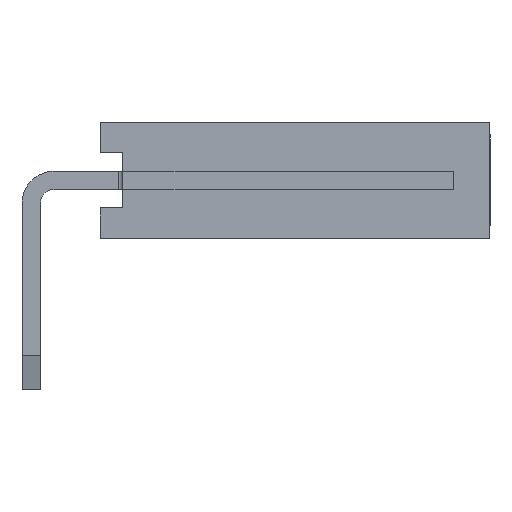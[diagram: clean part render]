
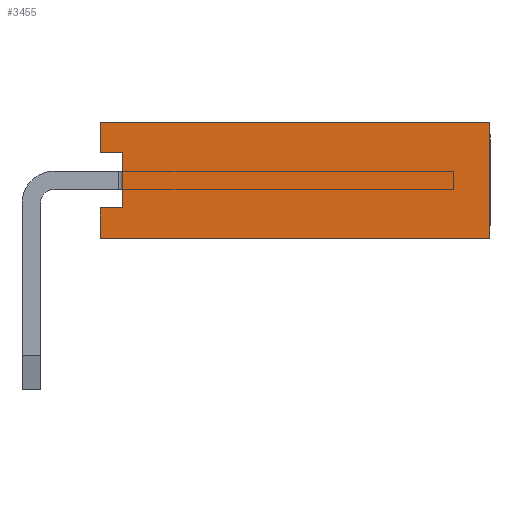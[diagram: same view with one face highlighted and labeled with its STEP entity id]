
A CAD part, left-side view. The second image highlights one B-rep face of the part: STEP entity #3455.
In plain terms, the highlighted planar face has unit normal (-1, 0, 0).
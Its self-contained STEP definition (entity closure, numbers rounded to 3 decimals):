
#3455=ADVANCED_FACE('',(#18509),#18511,.T.);
#18509=FACE_BOUND('',#18510,.T.);
#18510=EDGE_LOOP('',(#30621,#30622,#30623,#30624,#30625,#30626,#30627,#30628));
#18511=PLANE('',#18512);
#18512=AXIS2_PLACEMENT_3D('',#18513,#18514,#18515);
#18513=CARTESIAN_POINT('',(-1.27,-1.5,2.54));
#18514=DIRECTION('',(-1.,0.,0.));
#18515=DIRECTION('',(0.,0.,-1.));
#30621=ORIENTED_EDGE('',*,*,#39341,.T.);
#30622=ORIENTED_EDGE('',*,*,#39342,.T.);
#30623=ORIENTED_EDGE('',*,*,#39343,.T.);
#30624=ORIENTED_EDGE('',*,*,#39344,.F.);
#30625=ORIENTED_EDGE('',*,*,#39345,.F.);
#30626=ORIENTED_EDGE('',*,*,#39346,.T.);
#30627=ORIENTED_EDGE('',*,*,#39347,.T.);
#30628=ORIENTED_EDGE('',*,*,#38749,.T.);
#38749=EDGE_CURVE('',#44385,#44386,#44387,.T.);
#39341=EDGE_CURVE('',#44386,#45221,#45222,.F.);
#39342=EDGE_CURVE('',#45221,#45223,#45224,.T.);
#39343=EDGE_CURVE('',#45223,#45225,#45226,.T.);
#39344=EDGE_CURVE('',#45227,#45225,#45228,.T.);
#39345=EDGE_CURVE('',#45229,#45227,#45230,.T.);
#39346=EDGE_CURVE('',#45229,#45231,#45232,.T.);
#39347=EDGE_CURVE('',#45231,#44385,#45233,.F.);
#44385=VERTEX_POINT('',#54313);
#44386=VERTEX_POINT('',#54314);
#44387=LINE('',#54315,#54316);
#45221=VERTEX_POINT('',#56333);
#45222=LINE('',#56334,#56335);
#45223=VERTEX_POINT('',#56337);
#45224=LINE('',#56338,#56339);
#45225=VERTEX_POINT('',#56341);
#45226=LINE('',#56342,#56343);
#45227=VERTEX_POINT('',#56345);
#45228=LINE('',#56346,#56347);
#45229=VERTEX_POINT('',#56349);
#45230=LINE('',#56350,#56351);
#45231=VERTEX_POINT('',#56353);
#45232=LINE('',#56354,#56355);
#45233=LINE('',#56357,#56358);
#54313=CARTESIAN_POINT('',(-1.27,-2.,1.87));
#54314=CARTESIAN_POINT('',(-1.27,-2.,0.67));
#54315=CARTESIAN_POINT('',(-1.27,-2.,1.87));
#54316=VECTOR('',#54317,1.);
#54317=DIRECTION('',(0.,0.,-1.));
#56333=CARTESIAN_POINT('',(-1.27,-1.5,0.67));
#56334=CARTESIAN_POINT('',(-1.27,-1.5,0.67));
#56335=VECTOR('',#56336,1.);
#56336=DIRECTION('',(0.,-1.,0.));
#56337=CARTESIAN_POINT('',(-1.27,-1.5,0.));
#56338=CARTESIAN_POINT('',(-1.27,-1.5,0.67));
#56339=VECTOR('',#56340,1.);
#56340=DIRECTION('',(0.,0.,-1.));
#56341=CARTESIAN_POINT('',(-1.27,-10.,0.));
#56342=CARTESIAN_POINT('',(-1.27,-1.5,0.));
#56343=VECTOR('',#56344,1.);
#56344=DIRECTION('',(0.,-1.,0.));
#56345=CARTESIAN_POINT('',(-1.27,-10.,2.54));
#56346=CARTESIAN_POINT('',(-1.27,-10.,2.54));
#56347=VECTOR('',#56348,1.);
#56348=DIRECTION('',(0.,0.,-1.));
#56349=CARTESIAN_POINT('',(-1.27,-1.5,2.54));
#56350=CARTESIAN_POINT('',(-1.27,-1.5,2.54));
#56351=VECTOR('',#56352,1.);
#56352=DIRECTION('',(0.,-1.,0.));
#56353=CARTESIAN_POINT('',(-1.27,-1.5,1.87));
#56354=CARTESIAN_POINT('',(-1.27,-1.5,2.54));
#56355=VECTOR('',#56356,1.);
#56356=DIRECTION('',(0.,0.,-1.));
#56357=CARTESIAN_POINT('',(-1.27,-2.,1.87));
#56358=VECTOR('',#56359,1.);
#56359=DIRECTION('',(0.,1.,0.));
